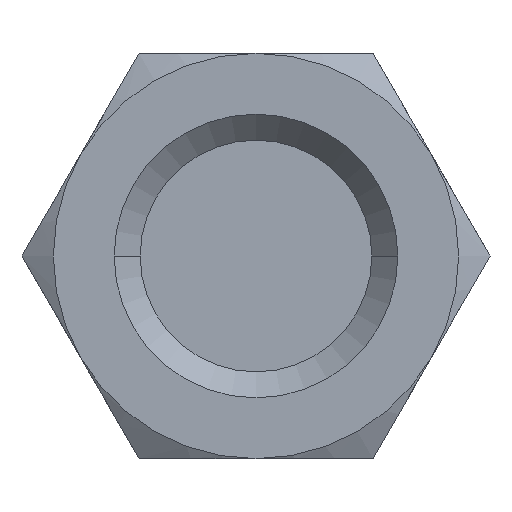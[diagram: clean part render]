
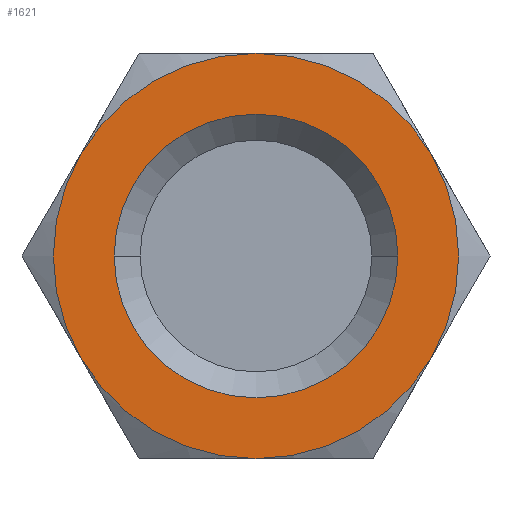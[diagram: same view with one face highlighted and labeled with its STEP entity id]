
A CAD part, front view. The second image highlights one B-rep face of the part: STEP entity #1621.
In plain terms, the highlighted planar face has unit normal (0, -1, 0).
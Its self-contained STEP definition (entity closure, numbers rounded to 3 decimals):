
#50 = CIRCLE ( 'NONE', #741, 4.9 ) ;
#64 = CIRCLE ( 'NONE', #749, 7. ) ;
#69 = CIRCLE ( 'NONE', #748, 7. ) ;
#71 = CIRCLE ( 'NONE', #750, 7. ) ;
#72 = CIRCLE ( 'NONE', #751, 7. ) ;
#73 = CIRCLE ( 'NONE', #752, 7. ) ;
#74 = CIRCLE ( 'NONE', #753, 7. ) ;
#75 = CIRCLE ( 'NONE', #754, 4.9 ) ;
#498 = CARTESIAN_POINT ( 'NONE',  ( 0., 0., 0. ) ) ;
#499 = DIRECTION ( 'NONE',  ( 0., -1., 0. ) ) ;
#500 = DIRECTION ( 'NONE',  ( 0., 0., -1. ) ) ;
#501 = CARTESIAN_POINT ( 'NONE',  ( 0., 0., 0. ) ) ;
#502 = DIRECTION ( 'NONE',  ( 0., -1., 0. ) ) ;
#503 = DIRECTION ( 'NONE',  ( 0., 0., -1. ) ) ;
#504 = CARTESIAN_POINT ( 'NONE',  ( 0., 0., 0. ) ) ;
#505 = DIRECTION ( 'NONE',  ( 0., -1., 0. ) ) ;
#506 = DIRECTION ( 'NONE',  ( 0., 0., -1. ) ) ;
#507 = CARTESIAN_POINT ( 'NONE',  ( 0., 0., 0. ) ) ;
#508 = DIRECTION ( 'NONE',  ( 0., -1., 0. ) ) ;
#509 = DIRECTION ( 'NONE',  ( 0., 0., -1. ) ) ;
#510 = CARTESIAN_POINT ( 'NONE',  ( 0., 0., 0. ) ) ;
#511 = DIRECTION ( 'NONE',  ( 0., -1., 0. ) ) ;
#512 = DIRECTION ( 'NONE',  ( 0., 0., -1. ) ) ;
#515 = CARTESIAN_POINT ( 'NONE',  ( 0., 0., 0. ) ) ;
#516 = DIRECTION ( 'NONE',  ( 0., -1., 0. ) ) ;
#517 = DIRECTION ( 'NONE',  ( 0., 0., -1. ) ) ;
#520 = CARTESIAN_POINT ( 'NONE',  ( 0., 0., 0. ) ) ;
#521 = DIRECTION ( 'NONE',  ( 0., -1., 0. ) ) ;
#522 = DIRECTION ( 'NONE',  ( 1., 0., 0. ) ) ;
#741 = AXIS2_PLACEMENT_3D ( 'NONE', #910, #911, #912 ) ;
#748 = AXIS2_PLACEMENT_3D ( 'NONE', #498, #499, #500 ) ;
#749 = AXIS2_PLACEMENT_3D ( 'NONE', #501, #502, #503 ) ;
#750 = AXIS2_PLACEMENT_3D ( 'NONE', #504, #505, #506 ) ;
#751 = AXIS2_PLACEMENT_3D ( 'NONE', #507, #508, #509 ) ;
#752 = AXIS2_PLACEMENT_3D ( 'NONE', #510, #511, #512 ) ;
#753 = AXIS2_PLACEMENT_3D ( 'NONE', #515, #516, #517 ) ;
#754 = AXIS2_PLACEMENT_3D ( 'NONE', #520, #521, #522 ) ;
#910 = CARTESIAN_POINT ( 'NONE',  ( 0., 0., 0. ) ) ;
#911 = DIRECTION ( 'NONE',  ( 0., -1., 0. ) ) ;
#912 = DIRECTION ( 'NONE',  ( 1., 0., 0. ) ) ;
#996 = FACE_OUTER_BOUND ( 'NONE', #1466, .T. ) ;
#997 = FACE_BOUND ( 'NONE', #1458, .T. ) ;
#1211 = ORIENTED_EDGE ( 'NONE', *, *, #1775, .F. ) ;
#1212 = ORIENTED_EDGE ( 'NONE', *, *, #1793, .F. ) ;
#1213 = ORIENTED_EDGE ( 'NONE', *, *, #1792, .T. ) ;
#1214 = ORIENTED_EDGE ( 'NONE', *, *, #1791, .T. ) ;
#1215 = ORIENTED_EDGE ( 'NONE', *, *, #1790, .T. ) ;
#1216 = ORIENTED_EDGE ( 'NONE', *, *, #1789, .T. ) ;
#1217 = ORIENTED_EDGE ( 'NONE', *, *, #1788, .T. ) ;
#1218 = ORIENTED_EDGE ( 'NONE', *, *, #1787, .T. ) ;
#1286 = VERTEX_POINT ( 'NONE', #2238 ) ;
#1287 = VERTEX_POINT ( 'NONE', #2239 ) ;
#1291 = VERTEX_POINT ( 'NONE', #2243 ) ;
#1292 = VERTEX_POINT ( 'NONE', #2244 ) ;
#1295 = VERTEX_POINT ( 'NONE', #2247 ) ;
#1296 = VERTEX_POINT ( 'NONE', #2248 ) ;
#1297 = VERTEX_POINT ( 'NONE', #2249 ) ;
#1298 = VERTEX_POINT ( 'NONE', #2250 ) ;
#1458 = EDGE_LOOP ( 'NONE', ( #1212, #1211 ) ) ;
#1466 = EDGE_LOOP ( 'NONE', ( #1218, #1217, #1216, #1215, #1214, #1213 ) ) ;
#1621 = ADVANCED_FACE ( 'NONE', ( #996, #997 ), #2074, .T. ) ;
#1775 = EDGE_CURVE ( 'NONE', #1286, #1287, #50, .T. ) ;
#1787 = EDGE_CURVE ( 'NONE', #1292, #1291, #69, .T. ) ;
#1788 = EDGE_CURVE ( 'NONE', #1291, #1295, #64, .T. ) ;
#1789 = EDGE_CURVE ( 'NONE', #1295, #1296, #71, .T. ) ;
#1790 = EDGE_CURVE ( 'NONE', #1296, #1297, #72, .T. ) ;
#1791 = EDGE_CURVE ( 'NONE', #1297, #1298, #73, .T. ) ;
#1792 = EDGE_CURVE ( 'NONE', #1298, #1292, #74, .T. ) ;
#1793 = EDGE_CURVE ( 'NONE', #1287, #1286, #75, .T. ) ;
#1924 = AXIS2_PLACEMENT_3D ( 'NONE', #2081, #2082, #2083 ) ;
#2074 = PLANE ( 'NONE',  #1924 ) ;
#2081 = CARTESIAN_POINT ( 'NONE',  ( 0., 0., 0. ) ) ;
#2082 = DIRECTION ( 'NONE',  ( 0., -1., 0. ) ) ;
#2083 = DIRECTION ( 'NONE',  ( 0., 0., -1. ) ) ;
#2238 = CARTESIAN_POINT ( 'NONE',  ( -4.9, 0., 0. ) ) ;
#2239 = CARTESIAN_POINT ( 'NONE',  ( 4.9, 0., 0. ) ) ;
#2243 = CARTESIAN_POINT ( 'NONE',  ( 6.062, 0., -3.5 ) ) ;
#2244 = CARTESIAN_POINT ( 'NONE',  ( 0., 0., -7. ) ) ;
#2247 = CARTESIAN_POINT ( 'NONE',  ( 6.062, 0., 3.5 ) ) ;
#2248 = CARTESIAN_POINT ( 'NONE',  ( 0., 0., 7. ) ) ;
#2249 = CARTESIAN_POINT ( 'NONE',  ( -6.062, 0., 3.5 ) ) ;
#2250 = CARTESIAN_POINT ( 'NONE',  ( -6.062, 0., -3.5 ) ) ;
